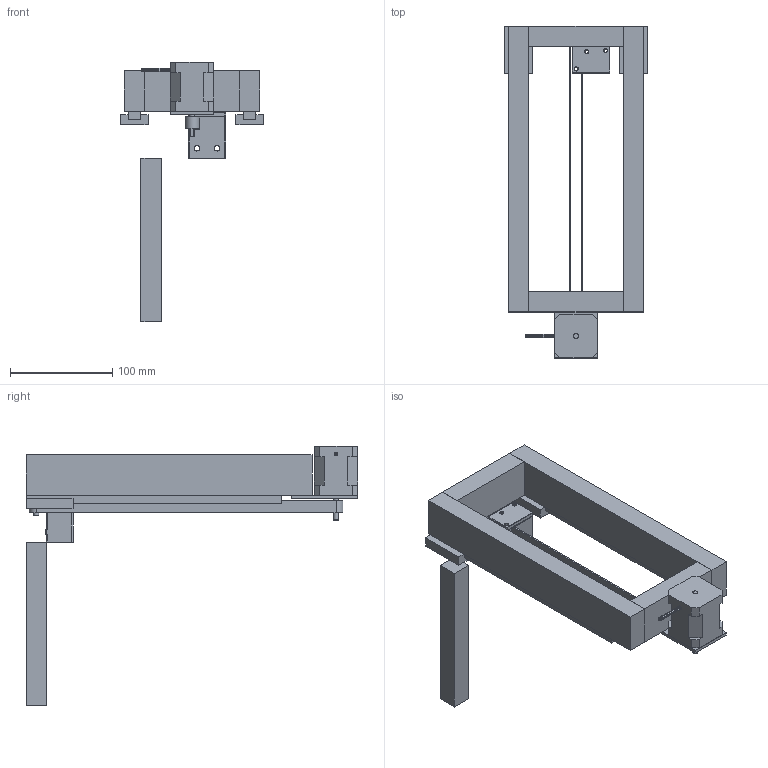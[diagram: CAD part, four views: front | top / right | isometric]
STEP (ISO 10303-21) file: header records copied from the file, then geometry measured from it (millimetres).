
FILE_DESCRIPTION(/* description */ (''),/* implementation_level */ '2;1');
FILE_NAME(/* name */ 'B-Z_Belt_Block_Cap-X.stp',/* time_stamp */ '2021-01-25T16:30:21-08:00',/* author */ (''),/* organization */ (''),/* preprocessor_version */ 'ST-DEVELOPER v18.1',/* originating_system */ 'Autodesk Translation Framework v9.7.0.1280',/* authorisation */ '');
FILE_SCHEMA (('AUTOMOTIVE_DESIGN { 1 0 10303 214 3 1 1 }'));
Length unit declared in the file: millimetre
Products named in the file (3): MicroXY Z; NEMA17 v1; _MTR-DC17T-F-P1-P175
Assembly tree (2 placements, depth 3):
  MicroXY Z
    NEMA17 v1
      _MTR-DC17T-F-P1-P175
Bounding box: 140 x 325 x 254.26 mm (x, y, z)
Volume: 867237.3 mm3; surface area: 188693.2 mm2
Topology: 17 solids, 17 shells, 373 faces, 874 edges, 547 vertices
Faces by surface type: plane 197, cylinder 109, cone 53, torus 8, sphere 6
Full cylindrical faces by diameter (mm): 1.118 x1, 2.156 x4, 3.2 x12, 3.4 x1, 4 x4, 5 x4, 5.5 x2, 10.6 x2, 21.971 x1, 24 x1
Entity records: 10821 total; most frequent: DIRECTION 1913, CARTESIAN_POINT 1799, ORIENTED_EDGE 1740, EDGE_CURVE 870, AXIS2_PLACEMENT_3D 667, LINE 579, VECTOR 579, VERTEX_POINT 547
